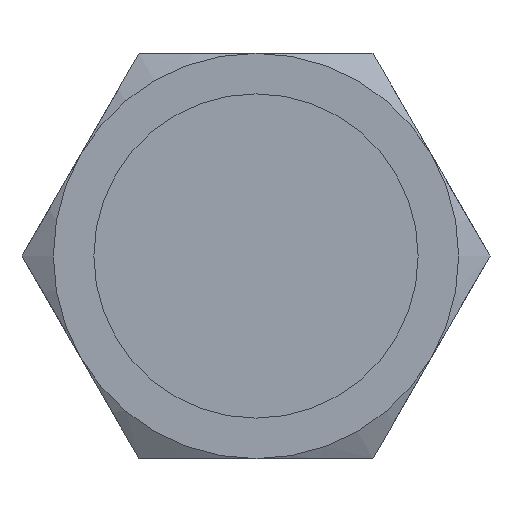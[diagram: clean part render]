
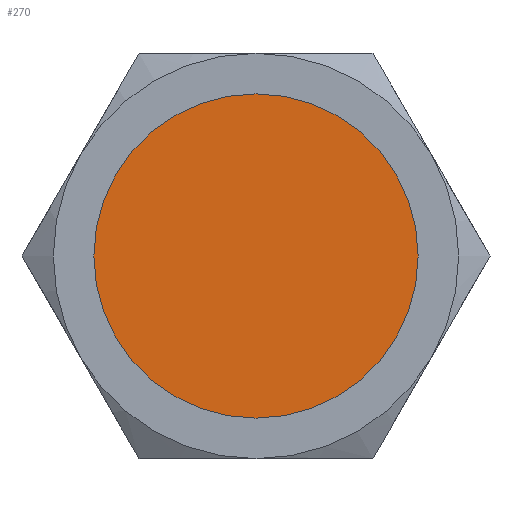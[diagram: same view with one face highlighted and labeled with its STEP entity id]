
A CAD part, left-side view. The second image highlights one B-rep face of the part: STEP entity #270.
In plain terms, the highlighted planar face has unit normal (-1, 0, 0).
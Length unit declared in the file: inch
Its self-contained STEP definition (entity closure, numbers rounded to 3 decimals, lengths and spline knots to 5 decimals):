
#57=PLANE('',#302);
#81=FACE_OUTER_BOUND('',#103,.T.);
#103=EDGE_LOOP('',(#220));
#120=CIRCLE('',#300,0.1248);
#141=VERTEX_POINT('',#467);
#173=EDGE_CURVE('',#141,#141,#120,.T.);
#220=ORIENTED_EDGE('',*,*,#173,.T.);
#270=ADVANCED_FACE('',(#81),#57,.F.);
#300=AXIS2_PLACEMENT_3D('',#468,#361,#362);
#302=AXIS2_PLACEMENT_3D('',#471,#365,#366);
#361=DIRECTION('center_axis',(-1.,0.,0.));
#362=DIRECTION('ref_axis',(0.,0.,-1.));
#365=DIRECTION('center_axis',(1.,0.,0.));
#366=DIRECTION('ref_axis',(0.,0.,-1.));
#467=CARTESIAN_POINT('',(-0.09896,0.,0.1248));
#468=CARTESIAN_POINT('Origin',(-0.09896,0.,
0.));
#471=CARTESIAN_POINT('Origin',(-0.09896,0.,
0.));
